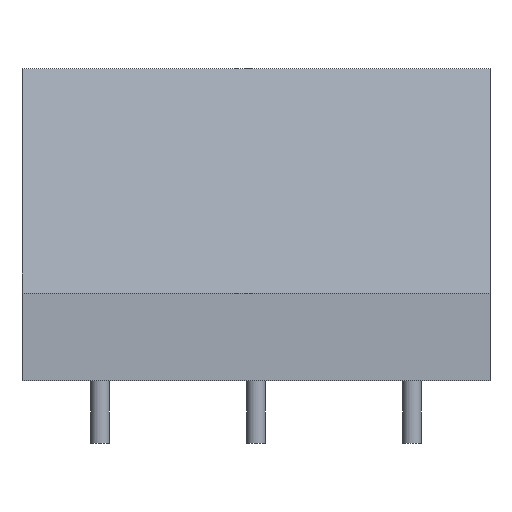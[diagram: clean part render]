
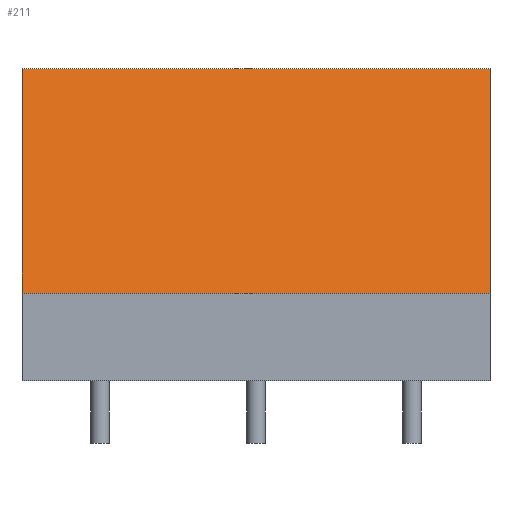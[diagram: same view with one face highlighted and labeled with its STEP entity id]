
A CAD part, front view. The second image highlights one B-rep face of the part: STEP entity #211.
In plain terms, the highlighted planar face has unit normal (0, -0.966, 0.259).
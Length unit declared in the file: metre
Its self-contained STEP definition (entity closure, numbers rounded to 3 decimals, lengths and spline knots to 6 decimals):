
#65=ORIENTED_EDGE('',*,*,#81,.T.);
#66=ORIENTED_EDGE('',*,*,#77,.T.);
#67=ORIENTED_EDGE('',*,*,#70,.F.);
#68=ORIENTED_EDGE('',*,*,#84,.F.);
#70=EDGE_CURVE('',#93,#95,#112,.T.);
#77=EDGE_CURVE('',#101,#95,#119,.T.);
#81=EDGE_CURVE('',#103,#101,#123,.T.);
#84=EDGE_CURVE('',#103,#93,#126,.T.);
#93=VERTEX_POINT('',#308);
#95=VERTEX_POINT('',#311);
#101=VERTEX_POINT('',#326);
#103=VERTEX_POINT('',#333);
#112=LINE('',#310,#130);
#119=LINE('',#325,#137);
#123=LINE('',#332,#141);
#126=LINE('',#338,#144);
#130=VECTOR('',#250,1.);
#137=VECTOR('',#261,1.);
#141=VECTOR('',#267,1.);
#144=VECTOR('',#272,1.);
#166=EDGE_LOOP('',(#65,#66,#67,#68));
#186=FACE_BOUND('',#166,.T.);
#197=PLANE('',#244);
#211=ADVANCED_FACE('',(#186),#197,.F.);
#244=AXIS2_PLACEMENT_3D('',#361,#303,#304);
#250=DIRECTION('',(-1.,0.,0.));
#261=DIRECTION('',(0.,-0.259,-0.966));
#267=DIRECTION('',(-1.,0.,0.));
#272=DIRECTION('',(0.,-0.259,-0.966));
#303=DIRECTION('',(0.,0.966,-0.259));
#304=DIRECTION('',(0.,0.259,0.966));
#308=CARTESIAN_POINT('',(0.0075,-0.00415,0.002814));
#310=CARTESIAN_POINT('',(0.013436,-0.00415,0.002814));
#311=CARTESIAN_POINT('',(-0.0075,-0.00415,0.002814));
#325=CARTESIAN_POINT('',(-0.0075,-0.003188,0.006407));
#326=CARTESIAN_POINT('',(-0.0075,-0.002226,0.01));
#332=CARTESIAN_POINT('',(0.013436,-0.002226,0.01));
#333=CARTESIAN_POINT('',(0.0075,-0.002226,0.01));
#338=CARTESIAN_POINT('',(0.0075,-0.002077,0.010556));
#361=CARTESIAN_POINT('',(0.013436,-0.003188,0.006407));
